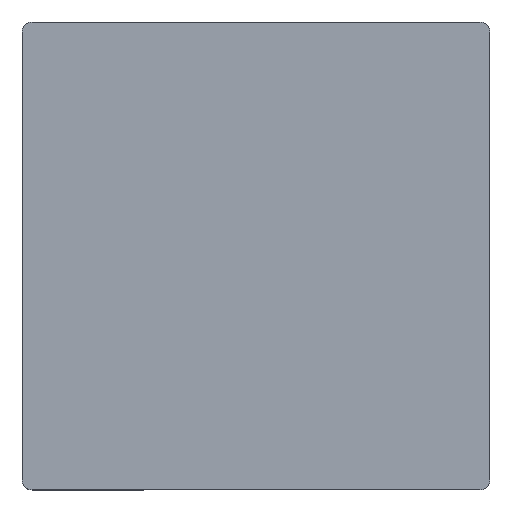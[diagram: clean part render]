
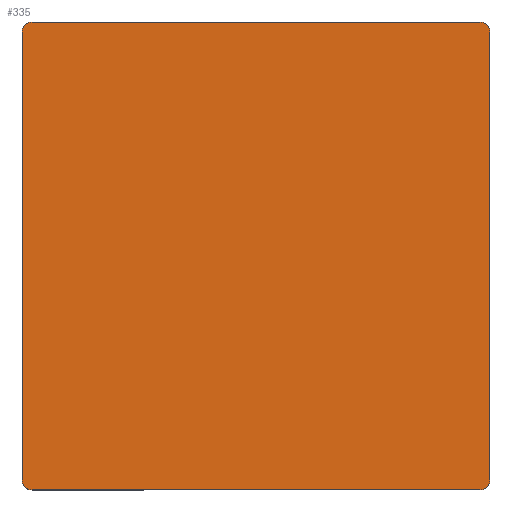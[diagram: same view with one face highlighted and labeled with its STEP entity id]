
A CAD part, top view. The second image highlights one B-rep face of the part: STEP entity #335.
In plain terms, the highlighted planar face has unit normal (0, 0, 1).
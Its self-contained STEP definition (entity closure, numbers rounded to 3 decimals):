
#22 = FACE_OUTER_BOUND ( 'NONE', #969, .T. ) ;
#58 = AXIS2_PLACEMENT_3D ( 'NONE', #172, #168, #163 ) ;
#70 = VERTEX_POINT ( 'NONE', #491 ) ;
#89 = VECTOR ( 'NONE', #1116, 1000. ) ;
#94 = EDGE_CURVE ( 'NONE', #70, #199, #825, .T. ) ;
#100 = AXIS2_PLACEMENT_3D ( 'NONE', #698, #602, #596 ) ;
#141 = CARTESIAN_POINT ( 'NONE',  ( 73.45, -70.275, 19. ) ) ;
#156 = VECTOR ( 'NONE', #764, 1000. ) ;
#163 = DIRECTION ( 'NONE',  ( 1., 0., 0. ) ) ;
#168 = DIRECTION ( 'NONE',  ( 0., 0., 1. ) ) ;
#172 = CARTESIAN_POINT ( 'NONE',  ( 70.275, 70.275, 19. ) ) ;
#178 = AXIS2_PLACEMENT_3D ( 'NONE', #368, #364, #358 ) ;
#183 = DIRECTION ( 'NONE',  ( 1., 0., 0. ) ) ;
#199 = VERTEX_POINT ( 'NONE', #1321 ) ;
#219 = DIRECTION ( 'NONE',  ( -1., 0., 0. ) ) ;
#223 = CARTESIAN_POINT ( 'NONE',  ( -70.275, -70.275, 19. ) ) ;
#234 = EDGE_CURVE ( 'NONE', #1239, #699, #348, .T. ) ;
#238 = CARTESIAN_POINT ( 'NONE',  ( -70.275, 73.45, 19. ) ) ;
#247 = CARTESIAN_POINT ( 'NONE',  ( 70.275, 73.45, 19. ) ) ;
#292 = ORIENTED_EDGE ( 'NONE', *, *, #629, .T. ) ;
#314 = DIRECTION ( 'NONE',  ( 1., 0., 0. ) ) ;
#335 = ADVANCED_FACE ( 'NONE', ( #22 ), #604, .T. ) ;
#336 = DIRECTION ( 'NONE',  ( 0., 0., 1. ) ) ;
#348 = LINE ( 'NONE', #1156, #89 ) ;
#353 = CARTESIAN_POINT ( 'NONE',  ( -70.275, -73.45, 19. ) ) ;
#358 = DIRECTION ( 'NONE',  ( 1., 0., 0. ) ) ;
#360 = CARTESIAN_POINT ( 'NONE',  ( -73.45, -70.275, 19. ) ) ;
#362 = CIRCLE ( 'NONE', #677, 3.175 ) ;
#364 = DIRECTION ( 'NONE',  ( 0., 0., 1. ) ) ;
#368 = CARTESIAN_POINT ( 'NONE',  ( 70.275, -70.275, 19. ) ) ;
#370 = EDGE_CURVE ( 'NONE', #1143, #421, #1280, .T. ) ;
#421 = VERTEX_POINT ( 'NONE', #141 ) ;
#453 = EDGE_CURVE ( 'NONE', #699, #562, #362, .T. ) ;
#468 = ORIENTED_EDGE ( 'NONE', *, *, #1300, .T. ) ;
#491 = CARTESIAN_POINT ( 'NONE',  ( 73.45, 70.275, 19. ) ) ;
#562 = VERTEX_POINT ( 'NONE', #945 ) ;
#589 = VECTOR ( 'NONE', #314, 1000. ) ;
#596 = DIRECTION ( 'NONE',  ( 1., 0., 0. ) ) ;
#602 = DIRECTION ( 'NONE',  ( 0., 0., 1. ) ) ;
#604 = PLANE ( 'NONE',  #100 ) ;
#629 = EDGE_CURVE ( 'NONE', #421, #70, #716, .T. ) ;
#677 = AXIS2_PLACEMENT_3D ( 'NONE', #223, #336, #183 ) ;
#698 = CARTESIAN_POINT ( 'NONE',  ( -70.275, -70.275, 19. ) ) ;
#699 = VERTEX_POINT ( 'NONE', #360 ) ;
#703 = EDGE_CURVE ( 'NONE', #562, #1143, #873, .T. ) ;
#704 = ORIENTED_EDGE ( 'NONE', *, *, #453, .T. ) ;
#716 = LINE ( 'NONE', #934, #156 ) ;
#741 = EDGE_CURVE ( 'NONE', #199, #804, #1104, .T. ) ;
#754 = ORIENTED_EDGE ( 'NONE', *, *, #703, .T. ) ;
#764 = DIRECTION ( 'NONE',  ( 0., 1., 0. ) ) ;
#804 = VERTEX_POINT ( 'NONE', #238 ) ;
#808 = AXIS2_PLACEMENT_3D ( 'NONE', #1108, #1105, #1096 ) ;
#825 = CIRCLE ( 'NONE', #58, 3.175 ) ;
#826 = CARTESIAN_POINT ( 'NONE',  ( -73.45, 70.275, 19. ) ) ;
#835 = VECTOR ( 'NONE', #219, 1000. ) ;
#873 = LINE ( 'NONE', #353, #589 ) ;
#934 = CARTESIAN_POINT ( 'NONE',  ( 73.45, -70.275, 19. ) ) ;
#945 = CARTESIAN_POINT ( 'NONE',  ( -70.275, -73.45, 19. ) ) ;
#952 = ORIENTED_EDGE ( 'NONE', *, *, #94, .T. ) ;
#969 = EDGE_LOOP ( 'NONE', ( #704, #754, #1151, #292, #952, #977, #468, #1053 ) ) ;
#977 = ORIENTED_EDGE ( 'NONE', *, *, #741, .T. ) ;
#1001 = CARTESIAN_POINT ( 'NONE',  ( 70.275, -73.45, 19. ) ) ;
#1053 = ORIENTED_EDGE ( 'NONE', *, *, #234, .T. ) ;
#1096 = DIRECTION ( 'NONE',  ( 1., 0., 0. ) ) ;
#1104 = LINE ( 'NONE', #247, #835 ) ;
#1105 = DIRECTION ( 'NONE',  ( 0., 0., 1. ) ) ;
#1108 = CARTESIAN_POINT ( 'NONE',  ( -70.275, 70.275, 19. ) ) ;
#1116 = DIRECTION ( 'NONE',  ( 0., -1., 0. ) ) ;
#1143 = VERTEX_POINT ( 'NONE', #1001 ) ;
#1151 = ORIENTED_EDGE ( 'NONE', *, *, #370, .T. ) ;
#1156 = CARTESIAN_POINT ( 'NONE',  ( -73.45, 70.275, 19. ) ) ;
#1239 = VERTEX_POINT ( 'NONE', #826 ) ;
#1280 = CIRCLE ( 'NONE', #178, 3.175 ) ;
#1300 = EDGE_CURVE ( 'NONE', #804, #1239, #1335, .T. ) ;
#1321 = CARTESIAN_POINT ( 'NONE',  ( 70.275, 73.45, 19. ) ) ;
#1335 = CIRCLE ( 'NONE', #808, 3.175 ) ;
